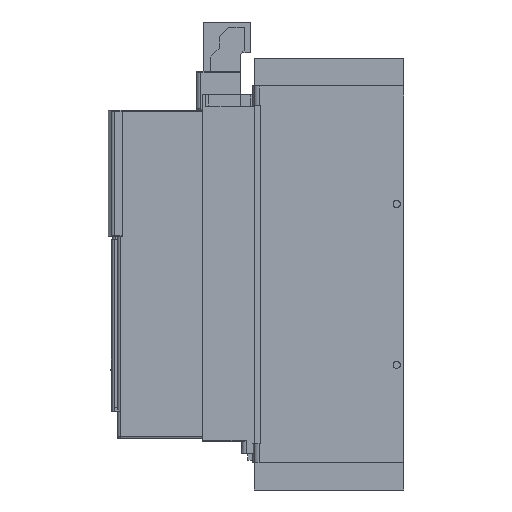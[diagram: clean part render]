
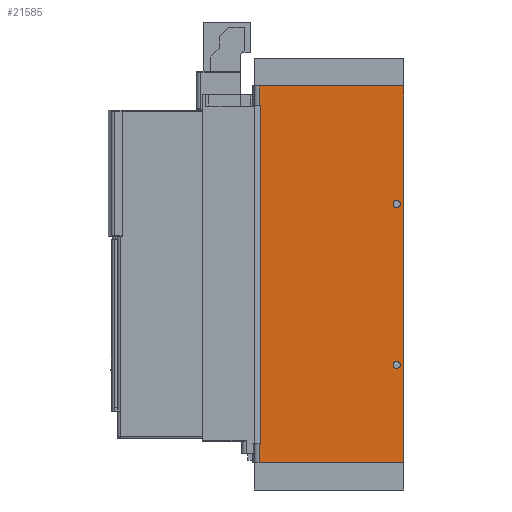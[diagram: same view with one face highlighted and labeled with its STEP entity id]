
A CAD part, left-side view. The second image highlights one B-rep face of the part: STEP entity #21585.
In plain terms, the highlighted planar face has unit normal (-1, 0, 0).
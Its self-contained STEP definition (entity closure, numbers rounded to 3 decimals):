
#21465=AXIS2_PLACEMENT_3D('Plane Axis2P3D',#21462,#21463,#21464) ;
#21551=AXIS2_PLACEMENT_3D('Circle Axis2P3D',#21549,#21550,$) ;
#21560=AXIS2_PLACEMENT_3D('Circle Axis2P3D',#21558,#21559,$) ;
#21569=AXIS2_PLACEMENT_3D('Circle Axis2P3D',#21567,#21568,$) ;
#21578=AXIS2_PLACEMENT_3D('Circle Axis2P3D',#21576,#21577,$) ;
#21462=CARTESIAN_POINT('Axis2P3D Location',(-107.,125.,252.)) ;
#21467=CARTESIAN_POINT('Line Origine',(-107.,0.,135.)) ;
#21471=CARTESIAN_POINT('Vertex',(-107.,0.,18.)) ;
#21473=CARTESIAN_POINT('Vertex',(-107.,0.,252.)) ;
#21476=CARTESIAN_POINT('Line Origine',(-107.,44.5,252.)) ;
#21480=CARTESIAN_POINT('Vertex',(-107.,89.,252.)) ;
#21483=CARTESIAN_POINT('Line Origine',(-107.,89.5,252.)) ;
#21487=CARTESIAN_POINT('Vertex',(-107.,90.,252.)) ;
#21490=CARTESIAN_POINT('Line Origine',(-107.,90.,246.)) ;
#21494=CARTESIAN_POINT('Vertex',(-107.,90.,240.)) ;
#21497=CARTESIAN_POINT('Line Origine',(-107.,89.5,240.)) ;
#21501=CARTESIAN_POINT('Vertex',(-107.,89.,240.)) ;
#21504=CARTESIAN_POINT('Line Origine',(-107.,89.,135.)) ;
#21508=CARTESIAN_POINT('Vertex',(-107.,89.,30.)) ;
#21511=CARTESIAN_POINT('Line Origine',(-107.,89.5,30.)) ;
#21515=CARTESIAN_POINT('Vertex',(-107.,90.,30.)) ;
#21518=CARTESIAN_POINT('Line Origine',(-107.,90.,24.)) ;
#21522=CARTESIAN_POINT('Vertex',(-107.,90.,18.)) ;
#21525=CARTESIAN_POINT('Line Origine',(-107.,89.5,18.)) ;
#21529=CARTESIAN_POINT('Vertex',(-107.,89.,18.)) ;
#21532=CARTESIAN_POINT('Line Origine',(-107.,44.5,18.)) ;
#21549=CARTESIAN_POINT('Axis2P3D Location',(-107.,4.5,178.75)) ;
#21553=CARTESIAN_POINT('Vertex',(-107.,6.75,178.75)) ;
#21555=CARTESIAN_POINT('Vertex',(-107.,2.25,178.75)) ;
#21558=CARTESIAN_POINT('Axis2P3D Location',(-107.,4.5,178.75)) ;
#21567=CARTESIAN_POINT('Axis2P3D Location',(-107.,4.5,78.75)) ;
#21571=CARTESIAN_POINT('Vertex',(-107.,2.25,78.75)) ;
#21573=CARTESIAN_POINT('Vertex',(-107.,6.75,78.75)) ;
#21576=CARTESIAN_POINT('Axis2P3D Location',(-107.,4.5,78.75)) ;
#21463=DIRECTION('Axis2P3D Direction',(-1.,-0.,-0.)) ;
#21464=DIRECTION('Axis2P3D XDirection',(0.,0.,-1.)) ;
#21468=DIRECTION('Vector Direction',(0.,0.,-1.)) ;
#21477=DIRECTION('Vector Direction',(0.,-1.,0.)) ;
#21484=DIRECTION('Vector Direction',(0.,1.,0.)) ;
#21491=DIRECTION('Vector Direction',(0.,0.,1.)) ;
#21498=DIRECTION('Vector Direction',(0.,1.,0.)) ;
#21505=DIRECTION('Vector Direction',(0.,0.,1.)) ;
#21512=DIRECTION('Vector Direction',(0.,1.,0.)) ;
#21519=DIRECTION('Vector Direction',(0.,0.,-1.)) ;
#21526=DIRECTION('Vector Direction',(0.,1.,0.)) ;
#21533=DIRECTION('Vector Direction',(0.,1.,0.)) ;
#21550=DIRECTION('Axis2P3D Direction',(-1.,-0.,-0.)) ;
#21559=DIRECTION('Axis2P3D Direction',(-1.,-0.,-0.)) ;
#21568=DIRECTION('Axis2P3D Direction',(-1.,-0.,-0.)) ;
#21577=DIRECTION('Axis2P3D Direction',(-1.,-0.,-0.)) ;
#21469=VECTOR('Line Direction',#21468,1.) ;
#21478=VECTOR('Line Direction',#21477,1.) ;
#21485=VECTOR('Line Direction',#21484,1.) ;
#21492=VECTOR('Line Direction',#21491,1.) ;
#21499=VECTOR('Line Direction',#21498,1.) ;
#21506=VECTOR('Line Direction',#21505,1.) ;
#21513=VECTOR('Line Direction',#21512,1.) ;
#21520=VECTOR('Line Direction',#21519,1.) ;
#21527=VECTOR('Line Direction',#21526,1.) ;
#21534=VECTOR('Line Direction',#21533,1.) ;
#21538=ORIENTED_EDGE('',*,*,#21475,.T.) ;
#21539=ORIENTED_EDGE('',*,*,#21482,.F.) ;
#21540=ORIENTED_EDGE('',*,*,#21489,.F.) ;
#21541=ORIENTED_EDGE('',*,*,#21496,.F.) ;
#21542=ORIENTED_EDGE('',*,*,#21503,.T.) ;
#21543=ORIENTED_EDGE('',*,*,#21510,.T.) ;
#21544=ORIENTED_EDGE('',*,*,#21517,.F.) ;
#21545=ORIENTED_EDGE('',*,*,#21524,.T.) ;
#21546=ORIENTED_EDGE('',*,*,#21531,.T.) ;
#21547=ORIENTED_EDGE('',*,*,#21536,.F.) ;
#21564=ORIENTED_EDGE('',*,*,#21557,.F.) ;
#21565=ORIENTED_EDGE('',*,*,#21562,.F.) ;
#21582=ORIENTED_EDGE('',*,*,#21575,.F.) ;
#21583=ORIENTED_EDGE('',*,*,#21580,.F.) ;
#21566=FACE_BOUND('',#21563,.T.) ;
#21584=FACE_BOUND('',#21581,.T.) ;
#21585=ADVANCED_FACE('RA4847003_1PA_001_00_SPALLA_DX_INTERR_FISSO_PARETE',(#21548,#21566,#21584),#21466,.T.) ;
#21552=CIRCLE('generated circle',#21551,2.25) ;
#21561=CIRCLE('generated circle',#21560,2.25) ;
#21570=CIRCLE('generated circle',#21569,2.25) ;
#21579=CIRCLE('generated circle',#21578,2.25) ;
#21475=EDGE_CURVE('',#21472,#21474,#21470,.F.) ;
#21482=EDGE_CURVE('',#21481,#21474,#21479,.T.) ;
#21489=EDGE_CURVE('',#21488,#21481,#21486,.F.) ;
#21496=EDGE_CURVE('',#21495,#21488,#21493,.T.) ;
#21503=EDGE_CURVE('',#21495,#21502,#21500,.F.) ;
#21510=EDGE_CURVE('',#21502,#21509,#21507,.F.) ;
#21517=EDGE_CURVE('',#21516,#21509,#21514,.F.) ;
#21524=EDGE_CURVE('',#21516,#21523,#21521,.T.) ;
#21531=EDGE_CURVE('',#21523,#21530,#21528,.F.) ;
#21536=EDGE_CURVE('',#21472,#21530,#21535,.T.) ;
#21557=EDGE_CURVE('',#21554,#21556,#21552,.T.) ;
#21562=EDGE_CURVE('',#21556,#21554,#21561,.T.) ;
#21575=EDGE_CURVE('',#21572,#21574,#21570,.T.) ;
#21580=EDGE_CURVE('',#21574,#21572,#21579,.T.) ;
#21537=EDGE_LOOP('',(#21538,#21539,#21540,#21541,#21542,#21543,#21544,#21545,#21546,#21547)) ;
#21563=EDGE_LOOP('',(#21564,#21565)) ;
#21581=EDGE_LOOP('',(#21582,#21583)) ;
#21548=FACE_OUTER_BOUND('',#21537,.T.) ;
#21470=LINE('Line',#21467,#21469) ;
#21479=LINE('Line',#21476,#21478) ;
#21486=LINE('Line',#21483,#21485) ;
#21493=LINE('Line',#21490,#21492) ;
#21500=LINE('Line',#21497,#21499) ;
#21507=LINE('Line',#21504,#21506) ;
#21514=LINE('Line',#21511,#21513) ;
#21521=LINE('Line',#21518,#21520) ;
#21528=LINE('Line',#21525,#21527) ;
#21535=LINE('Line',#21532,#21534) ;
#21466=PLANE('',#21465) ;
#21472=VERTEX_POINT('',#21471) ;
#21474=VERTEX_POINT('',#21473) ;
#21481=VERTEX_POINT('',#21480) ;
#21488=VERTEX_POINT('',#21487) ;
#21495=VERTEX_POINT('',#21494) ;
#21502=VERTEX_POINT('',#21501) ;
#21509=VERTEX_POINT('',#21508) ;
#21516=VERTEX_POINT('',#21515) ;
#21523=VERTEX_POINT('',#21522) ;
#21530=VERTEX_POINT('',#21529) ;
#21554=VERTEX_POINT('',#21553) ;
#21556=VERTEX_POINT('',#21555) ;
#21572=VERTEX_POINT('',#21571) ;
#21574=VERTEX_POINT('',#21573) ;
